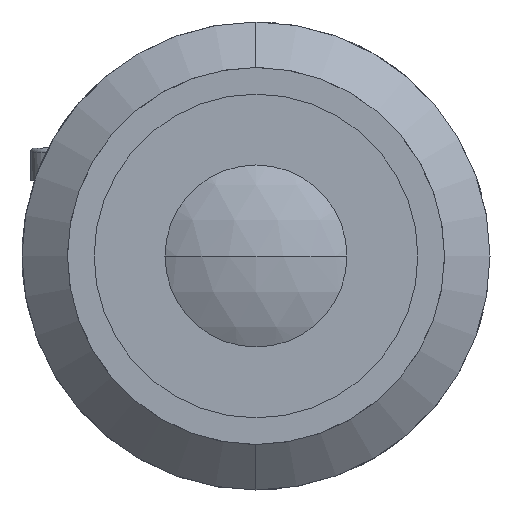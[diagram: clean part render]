
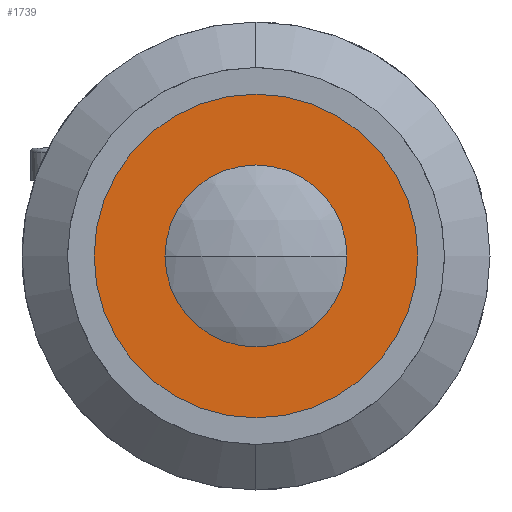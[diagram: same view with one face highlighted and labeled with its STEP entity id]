
A CAD part, left-side view. The second image highlights one B-rep face of the part: STEP entity #1739.
In plain terms, the highlighted planar face has unit normal (-1, 0, 0).
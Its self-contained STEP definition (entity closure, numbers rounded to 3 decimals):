
#183 = CARTESIAN_POINT ( 'NONE',  ( 3.8, 0., 0. ) ) ;
#241 = DIRECTION ( 'NONE',  ( 0., 0., 1. ) ) ;
#299 = VERTEX_POINT ( 'NONE', #1202 ) ;
#343 = CARTESIAN_POINT ( 'NONE',  ( 3.8, 0., 0. ) ) ;
#434 = CIRCLE ( 'NONE', #856, 13.5 ) ;
#451 = ORIENTED_EDGE ( 'NONE', *, *, #1543, .F. ) ;
#461 = DIRECTION ( 'NONE',  ( 0., 0., 1. ) ) ;
#558 = CARTESIAN_POINT ( 'NONE',  ( 3.8, 13.5, 0. ) ) ;
#563 = CIRCLE ( 'NONE', #1251, 13.5 ) ;
#653 = FACE_BOUND ( 'NONE', #1705, .T. ) ;
#678 = DIRECTION ( 'NONE',  ( 0., 0., 1. ) ) ;
#808 = AXIS2_PLACEMENT_3D ( 'NONE', #558, #845, #2783 ) ;
#845 = DIRECTION ( 'NONE',  ( 1., 0., 0. ) ) ;
#856 = AXIS2_PLACEMENT_3D ( 'NONE', #3218, #1584, #3508 ) ;
#1013 = ORIENTED_EDGE ( 'NONE', *, *, #1422, .F. ) ;
#1032 = EDGE_LOOP ( 'NONE', ( #2022, #2324 ) ) ;
#1202 = CARTESIAN_POINT ( 'NONE',  ( 3.8, 0., -7. ) ) ;
#1238 = EDGE_CURVE ( 'NONE', #1766, #2940, #563, .T. ) ;
#1251 = AXIS2_PLACEMENT_3D ( 'NONE', #3545, #1923, #241 ) ;
#1422 = EDGE_CURVE ( 'NONE', #299, #2115, #3069, .T. ) ;
#1437 = CARTESIAN_POINT ( 'NONE',  ( 3.8, 0., 7. ) ) ;
#1543 = EDGE_CURVE ( 'NONE', #2115, #299, #3268, .T. ) ;
#1561 = EDGE_CURVE ( 'NONE', #2940, #1766, #434, .T. ) ;
#1584 = DIRECTION ( 'NONE',  ( -1., 0., 0. ) ) ;
#1705 = EDGE_LOOP ( 'NONE', ( #451, #1013 ) ) ;
#1739 = ADVANCED_FACE ( 'NONE', ( #653, #2859 ), #2227, .F. ) ;
#1766 = VERTEX_POINT ( 'NONE', #3433 ) ;
#1800 = AXIS2_PLACEMENT_3D ( 'NONE', #183, #2134, #461 ) ;
#1923 = DIRECTION ( 'NONE',  ( -1., 0., 0. ) ) ;
#2022 = ORIENTED_EDGE ( 'NONE', *, *, #1561, .T. ) ;
#2115 = VERTEX_POINT ( 'NONE', #1437 ) ;
#2134 = DIRECTION ( 'NONE',  ( -1., 0., 0. ) ) ;
#2227 = PLANE ( 'NONE',  #808 ) ;
#2283 = DIRECTION ( 'NONE',  ( -1., 0., 0. ) ) ;
#2324 = ORIENTED_EDGE ( 'NONE', *, *, #1238, .T. ) ;
#2666 = AXIS2_PLACEMENT_3D ( 'NONE', #343, #2283, #678 ) ;
#2783 = DIRECTION ( 'NONE',  ( 0., 0., -1. ) ) ;
#2859 = FACE_OUTER_BOUND ( 'NONE', #1032, .T. ) ;
#2940 = VERTEX_POINT ( 'NONE', #3434 ) ;
#3069 = CIRCLE ( 'NONE', #2666, 7. ) ;
#3218 = CARTESIAN_POINT ( 'NONE',  ( 3.8, 0., 0. ) ) ;
#3268 = CIRCLE ( 'NONE', #1800, 7. ) ;
#3433 = CARTESIAN_POINT ( 'NONE',  ( 3.8, 0., -13.5 ) ) ;
#3434 = CARTESIAN_POINT ( 'NONE',  ( 3.8, 0., 13.5 ) ) ;
#3508 = DIRECTION ( 'NONE',  ( 0., 0., 1. ) ) ;
#3545 = CARTESIAN_POINT ( 'NONE',  ( 3.8, 0., 0. ) ) ;
